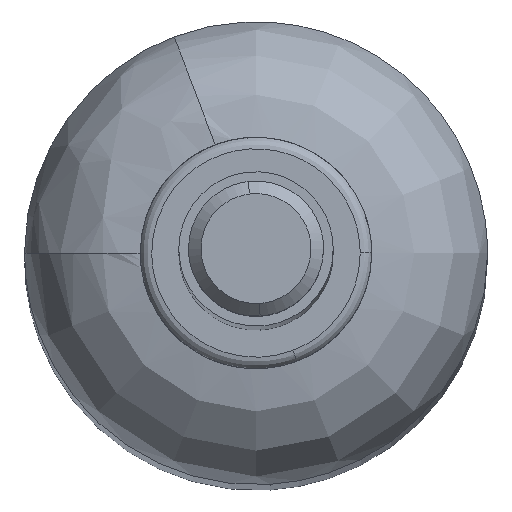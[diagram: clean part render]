
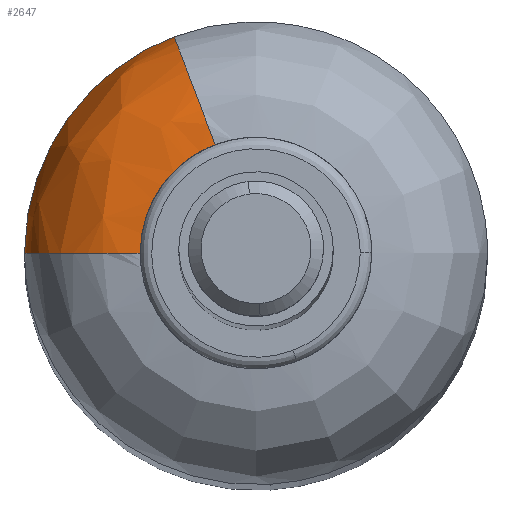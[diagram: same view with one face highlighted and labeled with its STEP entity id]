
A CAD part, top view. The second image highlights one B-rep face of the part: STEP entity #2647.
In plain terms, the highlighted free-form (B-spline) face has degree [2, 2] with [7, 3] control points.
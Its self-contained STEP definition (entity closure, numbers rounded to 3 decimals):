
#1810=CARTESIAN_POINT('',(-6.,0.0,-3.0));
#1811=VERTEX_POINT('',#1810);
#1825=CARTESIAN_POINT('',(-2.12,5.613,-3.));
#1826=VERTEX_POINT('',#1825);
#1827=CARTESIAN_POINT('',(-6.,0.0,-3.0));
#1828=CARTESIAN_POINT('',(-6.,4.148,-3.0));
#1829=CARTESIAN_POINT('',(-2.12,5.613,-3.));
#1837=(BOUNDED_CURVE()B_SPLINE_CURVE(2,(#1827,#1828,#1829),.UNSPECIFIED.,.F.,.U.)B_SPLINE_CURVE_WITH_KNOTS((3,3),(0.0,0.19),.UNSPECIFIED.)CURVE()GEOMETRIC_REPRESENTATION_ITEM()RATIONAL_B_SPLINE_CURVE((1.0,0.777,0.893))REPRESENTATION_ITEM(''));
#1838=EDGE_CURVE('',#1811,#1826,#1837,.T.);
#2532=CARTESIAN_POINT('',(-1.06,2.807,0.));
#2533=VERTEX_POINT('',#2532);
#2534=CARTESIAN_POINT('',(-2.12,5.613,-3.));
#2535=CARTESIAN_POINT('',(-2.12,5.613,0.));
#2536=CARTESIAN_POINT('',(-1.06,2.807,0.));
#2544=(BOUNDED_CURVE()B_SPLINE_CURVE(2,(#2534,#2535,#2536),.UNSPECIFIED.,.F.,.U.)B_SPLINE_CURVE_WITH_KNOTS((3,3),(0.5,0.75),.UNSPECIFIED.)CURVE()GEOMETRIC_REPRESENTATION_ITEM()RATIONAL_B_SPLINE_CURVE((0.893,0.632,0.893))REPRESENTATION_ITEM(''));
#2545=EDGE_CURVE('',#1826,#2533,#2544,.T.);
#2564=CARTESIAN_POINT('',(-3.,0.0,0.));
#2565=VERTEX_POINT('',#2564);
#2581=CARTESIAN_POINT('',(-6.,0.0,-3.0));
#2582=CARTESIAN_POINT('',(-6.,0.0,0.));
#2583=CARTESIAN_POINT('',(-3.,0.0,0.));
#2591=(BOUNDED_CURVE()B_SPLINE_CURVE(2,(#2581,#2582,#2583),.UNSPECIFIED.,.F.,.U.)B_SPLINE_CURVE_WITH_KNOTS((3,3),(0.5,0.75),.UNSPECIFIED.)CURVE()GEOMETRIC_REPRESENTATION_ITEM()RATIONAL_B_SPLINE_CURVE((1.0,0.707,1.))REPRESENTATION_ITEM(''));
#2592=EDGE_CURVE('',#1811,#2565,#2591,.T.);
#2600=CARTESIAN_POINT('',(-5.992,0.0,-3.215));
#2601=CARTESIAN_POINT('',(-6.,0.0,-3.108));
#2602=CARTESIAN_POINT('',(-6.,0.0,-3.0));
#2603=CARTESIAN_POINT('',(-6.,0.0,0.));
#2604=CARTESIAN_POINT('',(-3.,0.0,0.));
#2605=CARTESIAN_POINT('',(-2.892,0.0,0.));
#2606=CARTESIAN_POINT('',(-2.785,0.0,-0.008));
#2607=CARTESIAN_POINT('',(-5.992,4.142,-3.215));
#2608=CARTESIAN_POINT('',(-6.,4.148,-3.108));
#2609=CARTESIAN_POINT('',(-6.,4.148,-3.));
#2610=CARTESIAN_POINT('',(-6.,4.148,0.));
#2611=CARTESIAN_POINT('',(-3.,2.074,0.));
#2612=CARTESIAN_POINT('',(-2.892,2.,0.));
#2613=CARTESIAN_POINT('',(-2.785,1.925,-0.008));
#2614=CARTESIAN_POINT('',(-2.117,5.606,-3.215));
#2615=CARTESIAN_POINT('',(-2.12,5.613,-3.108));
#2616=CARTESIAN_POINT('',(-2.12,5.613,-3.));
#2617=CARTESIAN_POINT('',(-2.12,5.613,0.));
#2618=CARTESIAN_POINT('',(-1.06,2.807,0.));
#2619=CARTESIAN_POINT('',(-1.022,2.706,0.));
#2620=CARTESIAN_POINT('',(-0.984,2.606,-0.008));
#2628=(BOUNDED_SURFACE()B_SPLINE_SURFACE(2,2,((#2600,#2607,#2614),(#2601,#2608,#2615),(#2602,#2609,#2616),(#2603,#2610,#2617),(#2604,#2611,#2618),(#2605,#2612,#2619),(#2606,#2613,#2620)),.UNSPECIFIED.,.F.,.F.,.U.)B_SPLINE_SURFACE_WITH_KNOTS((3,2,2,3),(3,3),(0.0,0.248,5.219,5.467),(0.0,7.481),.UNSPECIFIED.)GEOMETRIC_REPRESENTATION_ITEM()RATIONAL_B_SPLINE_SURFACE(((0.972,0.756,0.868),(0.985,0.766,0.88),(1.0,0.777,0.893),(0.707,0.55,0.632),(1.0,0.777,0.893),(0.985,0.766,0.88),(0.972,0.756,0.868)))REPRESENTATION_ITEM('')SURFACE());
#2629=ORIENTED_EDGE('',*,*,#1838,.F.);
#2630=ORIENTED_EDGE('',*,*,#2592,.T.);
#2631=CARTESIAN_POINT('',(-3.,0.0,0.));
#2632=CARTESIAN_POINT('',(-3.,2.074,0.0));
#2633=CARTESIAN_POINT('',(-1.06,2.807,0.));
#2641=(BOUNDED_CURVE()B_SPLINE_CURVE(2,(#2631,#2632,#2633),.UNSPECIFIED.,.F.,.U.)B_SPLINE_CURVE_WITH_KNOTS((3,3),(0.0,0.19),.UNSPECIFIED.)CURVE()GEOMETRIC_REPRESENTATION_ITEM()RATIONAL_B_SPLINE_CURVE((1.0,0.777,0.893))REPRESENTATION_ITEM(''));
#2642=EDGE_CURVE('',#2565,#2533,#2641,.T.);
#2643=ORIENTED_EDGE('',*,*,#2642,.T.);
#2644=ORIENTED_EDGE('',*,*,#2545,.F.);
#2645=EDGE_LOOP('',(#2629,#2630,#2643,#2644));
#2646=FACE_OUTER_BOUND('',#2645,.T.);
#2647=ADVANCED_FACE('',(#2646),#2628,.T.);
